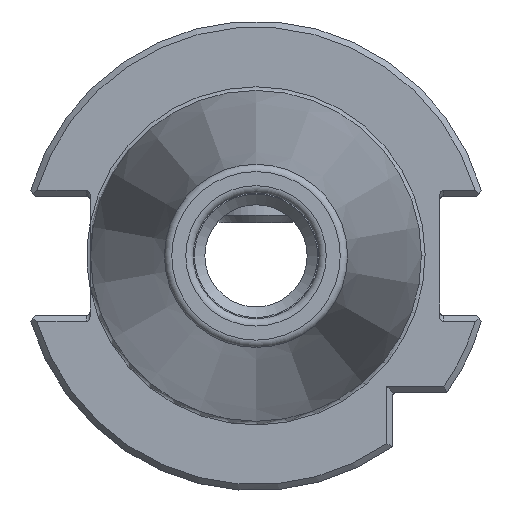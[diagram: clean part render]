
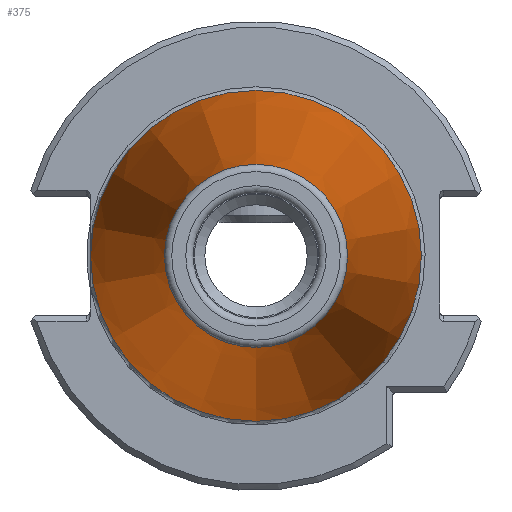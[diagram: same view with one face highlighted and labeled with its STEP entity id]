
A CAD part, left-side view. The second image highlights one B-rep face of the part: STEP entity #375.
In plain terms, the highlighted conical face has half-angle 8.297 degrees and reference radius 22.395 mm.
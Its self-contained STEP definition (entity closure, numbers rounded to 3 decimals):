
#375 = ADVANCED_FACE( '', ( #798, #799 ), #800, .T. );
#798 = FACE_BOUND( '', #1239, .T. );
#799 = FACE_OUTER_BOUND( '', #1240, .T. );
#800 = CONICAL_SURFACE( '', #1241, 22.395, 0.145 );
#1239 = EDGE_LOOP( '', ( #2277 ) );
#1240 = EDGE_LOOP( '', ( #2278 ) );
#1241 = AXIS2_PLACEMENT_3D( '', #2279, #2280, #2281 );
#2277 = ORIENTED_EDGE( '', *, *, #2844, .F. );
#2278 = ORIENTED_EDGE( '', *, *, #2818, .T. );
#2279 = CARTESIAN_POINT( '', ( 1.163, 0., 0. ) );
#2280 = DIRECTION( '', ( 1., 0., 0. ) );
#2281 = DIRECTION( '', ( 0., 0., -1. ) );
#2818 = EDGE_CURVE( '', #3428, #3428, #3429, .T. );
#2844 = EDGE_CURVE( '', #3459, #3459, #3460, .T. );
#3428 = VERTEX_POINT( '', #4505 );
#3429 = CIRCLE( '', #4506, 22.395 );
#3459 = VERTEX_POINT( '', #4549 );
#3460 = CIRCLE( '', #4550, 12.397 );
#4505 = CARTESIAN_POINT( '', ( 1.163, 0., 22.395 ) );
#4506 = AXIS2_PLACEMENT_3D( '', #5032, #5033, #5034 );
#4549 = CARTESIAN_POINT( '', ( -67.394, 0., 12.397 ) );
#4550 = AXIS2_PLACEMENT_3D( '', #5051, #5052, #5053 );
#5032 = CARTESIAN_POINT( '', ( 1.163, 0., 0. ) );
#5033 = DIRECTION( '', ( -1., 0., 0. ) );
#5034 = DIRECTION( '', ( 0., 0., 1. ) );
#5051 = CARTESIAN_POINT( '', ( -67.394, 0., 0. ) );
#5052 = DIRECTION( '', ( -1., 0., 0. ) );
#5053 = DIRECTION( '', ( 0., 0., 1. ) );
